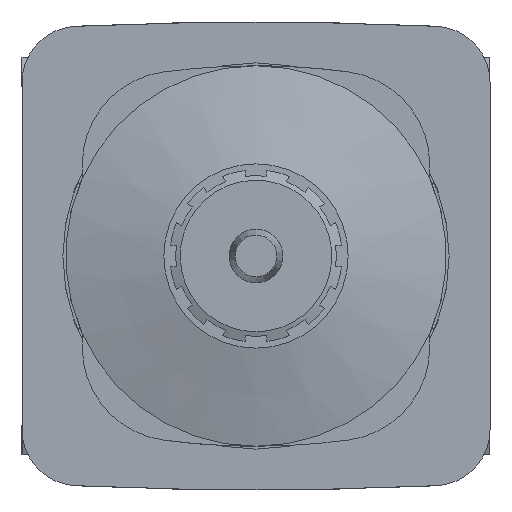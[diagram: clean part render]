
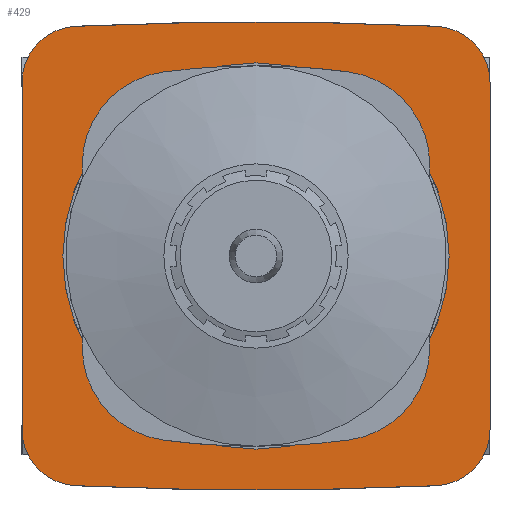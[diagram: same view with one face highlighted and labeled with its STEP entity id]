
A CAD part, front view. The second image highlights one B-rep face of the part: STEP entity #429.
In plain terms, the highlighted planar face has unit normal (0, -1, 0).
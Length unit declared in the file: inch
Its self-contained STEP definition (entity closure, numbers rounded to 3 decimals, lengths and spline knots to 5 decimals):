
#429 = ADVANCED_FACE( '', ( #1014, #1015 ), #1016, .F. );
#1014 = FACE_BOUND( '', #1800, .T. );
#1015 = FACE_OUTER_BOUND( '', #1801, .T. );
#1016 = PLANE( '', #1802 );
#1800 = EDGE_LOOP( '', ( #2851 ) );
#1801 = EDGE_LOOP( '', ( #2852, #2853, #2854, #2855, #2856, #2857, #2858, #2859 ) );
#1802 = AXIS2_PLACEMENT_3D( '', #2860, #2861, #2862 );
#2851 = ORIENTED_EDGE( '', *, *, #4825, .F. );
#2852 = ORIENTED_EDGE( '', *, *, #4826, .F. );
#2853 = ORIENTED_EDGE( '', *, *, #4827, .F. );
#2854 = ORIENTED_EDGE( '', *, *, #4828, .F. );
#2855 = ORIENTED_EDGE( '', *, *, #4829, .F. );
#2856 = ORIENTED_EDGE( '', *, *, #4830, .F. );
#2857 = ORIENTED_EDGE( '', *, *, #4831, .F. );
#2858 = ORIENTED_EDGE( '', *, *, #4832, .F. );
#2859 = ORIENTED_EDGE( '', *, *, #4833, .F. );
#2860 = CARTESIAN_POINT( '', ( -0.59843, 0., 0.5842 ) );
#2861 = DIRECTION( '', ( 0., 1., 0. ) );
#2862 = DIRECTION( '', ( 0., 0., 1. ) );
#4825 = EDGE_CURVE( '', #5872, #5872, #5873, .T. );
#4826 = EDGE_CURVE( '', #5874, #5875, #5876, .T. );
#4827 = EDGE_CURVE( '', #5877, #5874, #5878, .T. );
#4828 = EDGE_CURVE( '', #5879, #5877, #5880, .T. );
#4829 = EDGE_CURVE( '', #5881, #5879, #5882, .T. );
#4830 = EDGE_CURVE( '', #5883, #5881, #5884, .T. );
#4831 = EDGE_CURVE( '', #5885, #5883, #5886, .T. );
#4832 = EDGE_CURVE( '', #5887, #5885, #5888, .T. );
#4833 = EDGE_CURVE( '', #5875, #5887, #5889, .T. );
#5872 = VERTEX_POINT( '', #7314 );
#5873 = CIRCLE( '', #7315, 0.64996 );
#5874 = VERTEX_POINT( '', #7316 );
#5875 = VERTEX_POINT( '', #7317 );
#5876 = LINE( '', #7318, #7319 );
#5877 = VERTEX_POINT( '', #7320 );
#5878 = CIRCLE( '', #7321, 0.18898 );
#5879 = VERTEX_POINT( '', #7322 );
#5880 = CIRCLE( '', #7323, 12.7874 );
#5881 = VERTEX_POINT( '', #7324 );
#5882 = CIRCLE( '', #7325, 0.18898 );
#5883 = VERTEX_POINT( '', #7326 );
#5884 = LINE( '', #7327, #7328 );
#5885 = VERTEX_POINT( '', #7329 );
#5886 = CIRCLE( '', #7330, 0.18898 );
#5887 = VERTEX_POINT( '', #7331 );
#5888 = CIRCLE( '', #7332, 12.7874 );
#5889 = CIRCLE( '', #7333, 0.18898 );
#7314 = CARTESIAN_POINT( '', ( 0., 0., -0.64996 ) );
#7315 = AXIS2_PLACEMENT_3D( '', #8835, #8836, #8837 );
#7316 = CARTESIAN_POINT( '', ( -0.7874, 0., -0.5842 ) );
#7317 = CARTESIAN_POINT( '', ( -0.7874, 0., 0.5842 ) );
#7318 = CARTESIAN_POINT( '', ( -0.7874, 0., -0.5842 ) );
#7319 = VECTOR( '', #8838, 39.37008 );
#7320 = CARTESIAN_POINT( '', ( -0.6074, 0., -0.77297 ) );
#7321 = AXIS2_PLACEMENT_3D( '', #8839, #8840, #8841 );
#7322 = CARTESIAN_POINT( '', ( 0.6074, 0., -0.77297 ) );
#7323 = AXIS2_PLACEMENT_3D( '', #8842, #8843, #8844 );
#7324 = CARTESIAN_POINT( '', ( 0.7874, 0., -0.5842 ) );
#7325 = AXIS2_PLACEMENT_3D( '', #8845, #8846, #8847 );
#7326 = CARTESIAN_POINT( '', ( 0.7874, 0., 0.5842 ) );
#7327 = CARTESIAN_POINT( '', ( 0.7874, 0., 0.5842 ) );
#7328 = VECTOR( '', #8848, 39.37008 );
#7329 = CARTESIAN_POINT( '', ( 0.6074, 0., 0.77297 ) );
#7330 = AXIS2_PLACEMENT_3D( '', #8849, #8850, #8851 );
#7331 = CARTESIAN_POINT( '', ( -0.6074, 0., 0.77297 ) );
#7332 = AXIS2_PLACEMENT_3D( '', #8852, #8853, #8854 );
#7333 = AXIS2_PLACEMENT_3D( '', #8855, #8856, #8857 );
#8835 = CARTESIAN_POINT( '', ( 0., 0., 0. ) );
#8836 = DIRECTION( '', ( 0., -1., 0. ) );
#8837 = DIRECTION( '', ( 0., 0., -1. ) );
#8838 = DIRECTION( '', ( 0., 0., 1. ) );
#8839 = CARTESIAN_POINT( '', ( -0.59843, 0., -0.5842 ) );
#8840 = DIRECTION( '', ( 0., 1., 0. ) );
#8841 = DIRECTION( '', ( 1., 0., 0. ) );
#8842 = CARTESIAN_POINT( '', ( 0., 0., 12. ) );
#8843 = DIRECTION( '', ( 0., 1., 0. ) );
#8844 = DIRECTION( '', ( 1., 0., 0. ) );
#8845 = CARTESIAN_POINT( '', ( 0.59843, 0., -0.5842 ) );
#8846 = DIRECTION( '', ( 0., 1., 0. ) );
#8847 = DIRECTION( '', ( 1., 0., 0. ) );
#8848 = DIRECTION( '', ( 0., 0., -1. ) );
#8849 = CARTESIAN_POINT( '', ( 0.59843, 0., 0.5842 ) );
#8850 = DIRECTION( '', ( 0., 1., 0. ) );
#8851 = DIRECTION( '', ( 1., 0., 0. ) );
#8852 = CARTESIAN_POINT( '', ( 0., 0., -12. ) );
#8853 = DIRECTION( '', ( 0., 1., 0. ) );
#8854 = DIRECTION( '', ( 1., 0., 0. ) );
#8855 = CARTESIAN_POINT( '', ( -0.59843, 0., 0.5842 ) );
#8856 = DIRECTION( '', ( 0., 1., 0. ) );
#8857 = DIRECTION( '', ( 1., 0., 0. ) );
